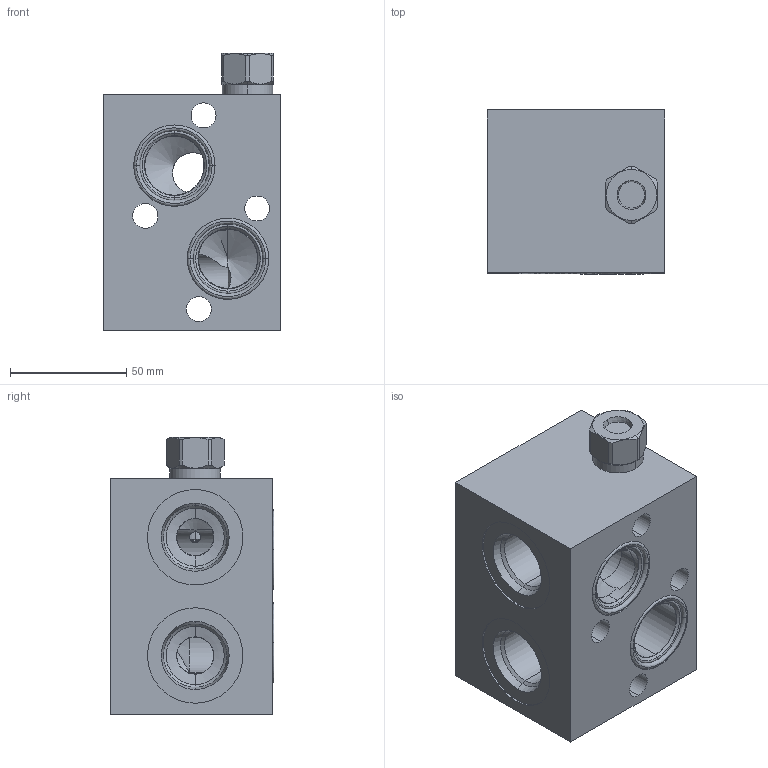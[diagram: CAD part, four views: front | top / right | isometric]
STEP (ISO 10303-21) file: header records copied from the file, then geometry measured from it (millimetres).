
FILE_DESCRIPTION((''),'2;1');
FILE_NAME('WKS_ASM','2023-07-18T',('ProEService'),(''),'PRO/ENGINEER BY PARAMETRIC TECHNOLOGY CORPORATION, 2014200','PRO/ENGINEER BY PARAMETRIC TECHNOLOGY CORPORATION, 2014200','');
FILE_SCHEMA(('CONFIG_CONTROL_DESIGN'));
Length unit declared in the file: inch
Products named in the file (4): 159-345-002; 500-001-123; CSAAEXN; WKS_ASM
Assembly tree (4 placements, depth 2):
  WKS_ASM
    159-345-002
    500-001-123  x2
    CSAAEXN
Bounding box: 76.2 x 70.31 x 119.08 mm (x, y, z)
Volume: 432410.3 mm3; surface area: 72809.1 mm2
Topology: 5 solids, 7 shells, 306 faces, 962 edges, 802 vertices
Faces by surface type: cylinder 128, cone 86, plane 48, torus 30, revolution 14
Entity records: 12146 total; most frequent: CARTESIAN_POINT 3613, DIRECTION 1881, ORIENTED_EDGE 1436, EDGE_CURVE 718, AXIS2_PLACEMENT_3D 703, VECTOR 465, LINE 465, VERTEX_POINT 445
